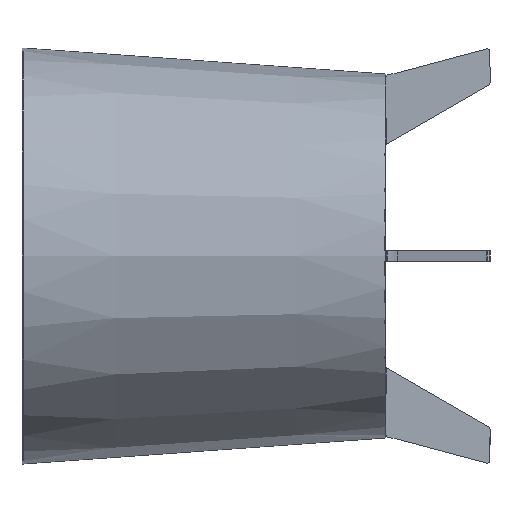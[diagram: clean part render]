
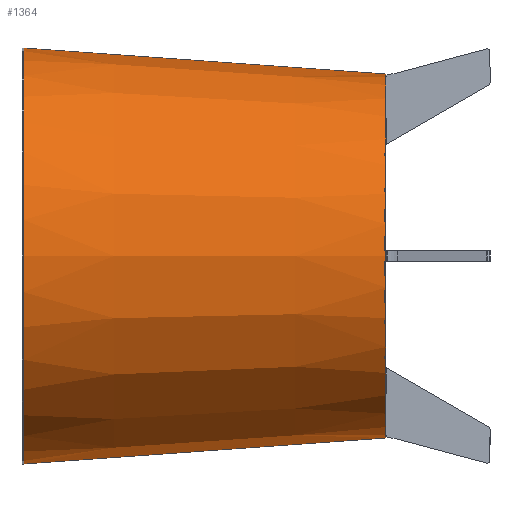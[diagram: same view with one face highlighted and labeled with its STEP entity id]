
A CAD part, left-side view. The second image highlights one B-rep face of the part: STEP entity #1364.
In plain terms, the highlighted conical face has half-angle 4.103 degrees and reference radius 350 mm.
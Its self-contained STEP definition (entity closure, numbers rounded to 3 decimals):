
#288 = AXIS2_PLACEMENT_3D ( 'NONE', #321, #336, #1737 ) ;
#306 = VERTEX_POINT ( 'NONE', #1908 ) ;
#321 = CARTESIAN_POINT ( 'NONE',  ( 0., 897., 0. ) ) ;
#336 = DIRECTION ( 'NONE',  ( 0., 1., 0. ) ) ;
#443 = ORIENTED_EDGE ( 'NONE', *, *, #3015, .F. ) ;
#633 = EDGE_CURVE ( 'NONE', #3025, #680, #2524, .T. ) ;
#680 = VERTEX_POINT ( 'NONE', #3170 ) ;
#764 = CARTESIAN_POINT ( 'NONE',  ( 0., 200., 350. ) ) ;
#845 = VERTEX_POINT ( 'NONE', #2691 ) ;
#857 = CARTESIAN_POINT ( 'NONE',  ( -0.085, 200., -350. ) ) ;
#876 = CARTESIAN_POINT ( 'NONE',  ( 0., 200., 0. ) ) ;
#1040 = DIRECTION ( 'NONE',  ( 0., 0.997, 0.072 ) ) ;
#1130 = CARTESIAN_POINT ( 'NONE',  ( -0.085, 200., -350. ) ) ;
#1157 = FACE_OUTER_BOUND ( 'NONE', #2711, .T. ) ;
#1176 = CIRCLE ( 'NONE', #288, 400. ) ;
#1220 = EDGE_CURVE ( 'NONE', #845, #306, #1176, .T. ) ;
#1296 = CONICAL_SURFACE ( 'NONE', #2300, 350., 0.072 ) ;
#1304 = ORIENTED_EDGE ( 'NONE', *, *, #1582, .T. ) ;
#1363 = VECTOR ( 'NONE', #1040, 1000. ) ;
#1364 = ADVANCED_FACE ( 'NONE', ( #1157 ), #1296, .T. ) ;
#1443 = VECTOR ( 'NONE', #2265, 1000. ) ;
#1582 = EDGE_CURVE ( 'NONE', #680, #306, #1656, .T. ) ;
#1656 = LINE ( 'NONE', #764, #1363 ) ;
#1737 = DIRECTION ( 'NONE',  ( 0., 0., 1. ) ) ;
#1753 = DIRECTION ( 'NONE',  ( 0., 0., 1. ) ) ;
#1807 = ORIENTED_EDGE ( 'NONE', *, *, #633, .T. ) ;
#1908 = CARTESIAN_POINT ( 'NONE',  ( 0., 897., 400. ) ) ;
#2009 = DIRECTION ( 'NONE',  ( 0., 1., 0. ) ) ;
#2124 = AXIS2_PLACEMENT_3D ( 'NONE', #3152, #2582, #1753 ) ;
#2265 = DIRECTION ( 'NONE',  ( 0., 0.997, -0.072 ) ) ;
#2300 = AXIS2_PLACEMENT_3D ( 'NONE', #876, #2009, #3128 ) ;
#2524 = CIRCLE ( 'NONE', #2124, 350. ) ;
#2582 = DIRECTION ( 'NONE',  ( 0., 1., 0. ) ) ;
#2691 = CARTESIAN_POINT ( 'NONE',  ( -0.098, 897., -400. ) ) ;
#2711 = EDGE_LOOP ( 'NONE', ( #1807, #1304, #2729, #443 ) ) ;
#2729 = ORIENTED_EDGE ( 'NONE', *, *, #1220, .F. ) ;
#3015 = EDGE_CURVE ( 'NONE', #3025, #845, #3614, .T. ) ;
#3025 = VERTEX_POINT ( 'NONE', #857 ) ;
#3128 = DIRECTION ( 'NONE',  ( 0., 0., 1. ) ) ;
#3152 = CARTESIAN_POINT ( 'NONE',  ( 0., 200., 0. ) ) ;
#3170 = CARTESIAN_POINT ( 'NONE',  ( 0., 200., 350. ) ) ;
#3614 = LINE ( 'NONE', #1130, #1443 ) ;
